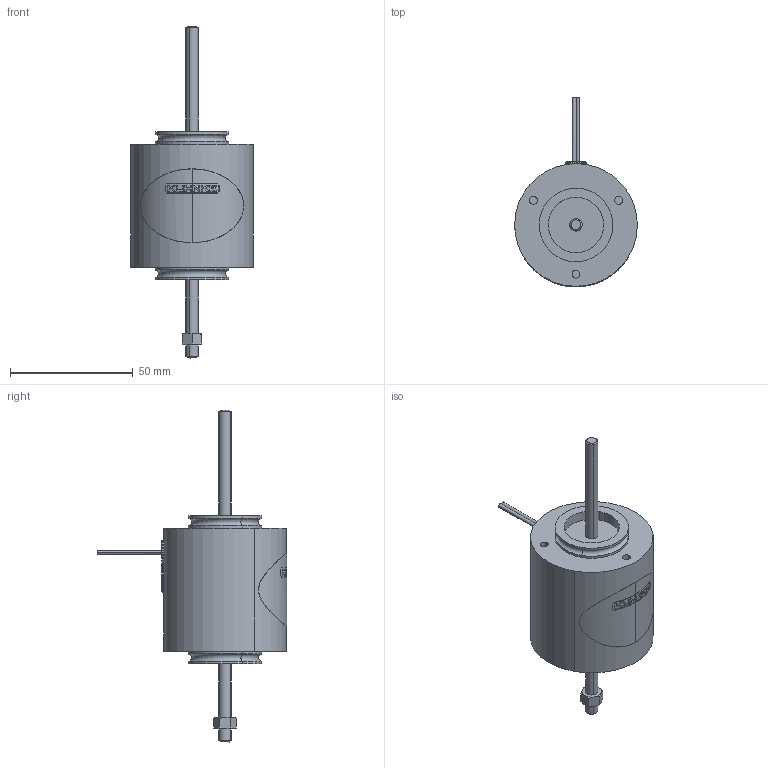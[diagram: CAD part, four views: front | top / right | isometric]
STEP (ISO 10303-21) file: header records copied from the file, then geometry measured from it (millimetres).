
FILE_DESCRIPTION(('CATIA V5 STEP Exchange'),'2;1');
FILE_NAME('RM050_Stand.W-OBOO-F_10139628_1.stp','2013-04-17T10:54:35+00:00',('none'),('none'),'CATIA Version 5 Release 19 SP 9 (IN-10)','CATIA V5 STEP AP214','none');
FILE_SCHEMA(('AUTOMOTIVE_DESIGN { 1 0 10303 214 1 1 1 1 }'));
Length unit declared in the file: millimetre
Products named in the file (1): Part17
Bounding box: 49.89 x 77.15 x 135 mm (x, y, z)
Volume: 104284 mm3; surface area: 18863.9 mm2
Topology: 2 solids, 2 shells, 207 faces, 522 edges, 342 vertices
Faces by surface type: plane 110, cylinder 73, torus 12, cone 10, extrusion 2
Entity records: 6147 total; most frequent: CARTESIAN_POINT 1640, ORIENTED_EDGE 1036, DIRECTION 684, EDGE_CURVE 518, VERTEX_POINT 340, AXIS2_PLACEMENT_3D 313, EDGE_LOOP 240, VECTOR 234
